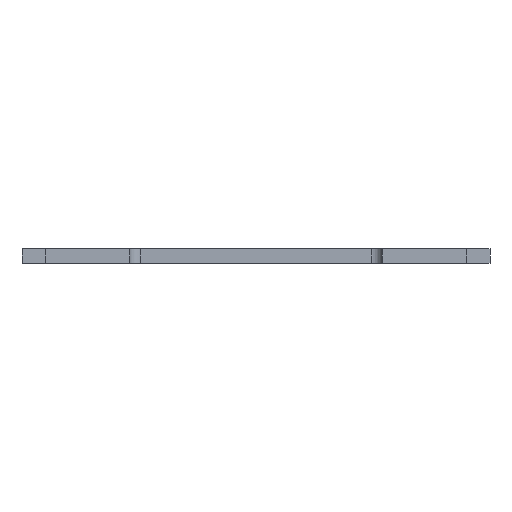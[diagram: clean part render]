
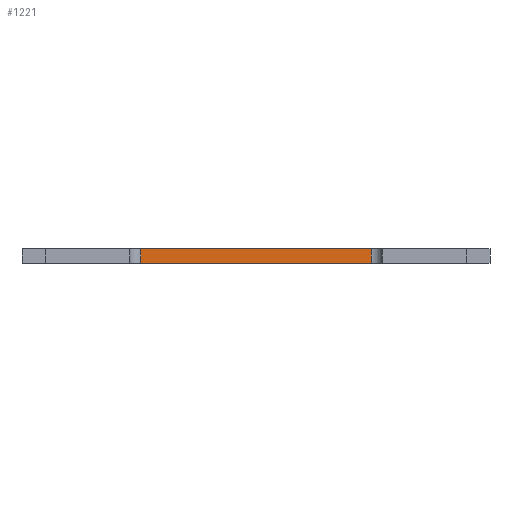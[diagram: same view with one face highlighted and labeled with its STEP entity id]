
A CAD part, left-side view. The second image highlights one B-rep face of the part: STEP entity #1221.
In plain terms, the highlighted planar face has unit normal (-1, 0, 0).
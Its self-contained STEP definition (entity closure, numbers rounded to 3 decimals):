
#72 = PLANE('',#73);
#73 = AXIS2_PLACEMENT_3D('',#74,#75,#76);
#74 = CARTESIAN_POINT('',(73.115,0.,2.5));
#75 = DIRECTION('',(-0.,-0.,-1.));
#76 = DIRECTION('',(-1.,0.,0.));
#126 = PLANE('',#127);
#127 = AXIS2_PLACEMENT_3D('',#128,#129,#130);
#128 = CARTESIAN_POINT('',(73.115,0.,0.));
#129 = DIRECTION('',(-0.,-0.,-1.));
#130 = DIRECTION('',(-1.,0.,0.));
#1081 = CYLINDRICAL_SURFACE('',#1082,2.);
#1082 = AXIS2_PLACEMENT_3D('',#1083,#1084,#1085);
#1083 = CARTESIAN_POINT('',(1.,-20.5,0.));
#1084 = DIRECTION('',(-0.,-0.,-1.));
#1085 = DIRECTION('',(1.,0.,0.));
#1141 = VERTEX_POINT('',#1142);
#1142 = CARTESIAN_POINT('',(3.,-20.5,2.5));
#1168 = EDGE_CURVE('',#1169,#1141,#1171,.T.);
#1169 = VERTEX_POINT('',#1170);
#1170 = CARTESIAN_POINT('',(3.,-20.5,0.));
#1171 = SURFACE_CURVE('',#1172,(#1176,#1183),.PCURVE_S1.);
#1172 = LINE('',#1173,#1174);
#1173 = CARTESIAN_POINT('',(3.,-20.5,0.));
#1174 = VECTOR('',#1175,1.);
#1175 = DIRECTION('',(0.,0.,1.));
#1176 = PCURVE('',#1081,#1177);
#1177 = DEFINITIONAL_REPRESENTATION('',(#1178),#1182);
#1178 = LINE('',#1179,#1180);
#1179 = CARTESIAN_POINT('',(-6.283,0.));
#1180 = VECTOR('',#1181,1.);
#1181 = DIRECTION('',(-0.,-1.));
#1182 = ( GEOMETRIC_REPRESENTATION_CONTEXT(2) 
PARAMETRIC_REPRESENTATION_CONTEXT() REPRESENTATION_CONTEXT('2D SPACE',''
  ) );
#1183 = PCURVE('',#1184,#1189);
#1184 = PLANE('',#1185);
#1185 = AXIS2_PLACEMENT_3D('',#1186,#1187,#1188);
#1186 = CARTESIAN_POINT('',(3.,20.5,0.));
#1187 = DIRECTION('',(1.,0.,0.));
#1188 = DIRECTION('',(0.,-1.,0.));
#1189 = DEFINITIONAL_REPRESENTATION('',(#1190),#1194);
#1190 = LINE('',#1191,#1192);
#1191 = CARTESIAN_POINT('',(41.,0.));
#1192 = VECTOR('',#1193,1.);
#1193 = DIRECTION('',(0.,-1.));
#1194 = ( GEOMETRIC_REPRESENTATION_CONTEXT(2) 
PARAMETRIC_REPRESENTATION_CONTEXT() REPRESENTATION_CONTEXT('2D SPACE',''
  ) );
#1221 = ADVANCED_FACE('',(#1222),#1184,.F.);
#1222 = FACE_BOUND('',#1223,.F.);
#1223 = EDGE_LOOP('',(#1224,#1254,#1275,#1276));
#1224 = ORIENTED_EDGE('',*,*,#1225,.T.);
#1225 = EDGE_CURVE('',#1226,#1228,#1230,.T.);
#1226 = VERTEX_POINT('',#1227);
#1227 = CARTESIAN_POINT('',(3.,20.5,0.));
#1228 = VERTEX_POINT('',#1229);
#1229 = CARTESIAN_POINT('',(3.,20.5,2.5));
#1230 = SURFACE_CURVE('',#1231,(#1235,#1242),.PCURVE_S1.);
#1231 = LINE('',#1232,#1233);
#1232 = CARTESIAN_POINT('',(3.,20.5,0.));
#1233 = VECTOR('',#1234,1.);
#1234 = DIRECTION('',(0.,0.,1.));
#1235 = PCURVE('',#1184,#1236);
#1236 = DEFINITIONAL_REPRESENTATION('',(#1237),#1241);
#1237 = LINE('',#1238,#1239);
#1238 = CARTESIAN_POINT('',(0.,0.));
#1239 = VECTOR('',#1240,1.);
#1240 = DIRECTION('',(0.,-1.));
#1241 = ( GEOMETRIC_REPRESENTATION_CONTEXT(2) 
PARAMETRIC_REPRESENTATION_CONTEXT() REPRESENTATION_CONTEXT('2D SPACE',''
  ) );
#1242 = PCURVE('',#1243,#1248);
#1243 = CYLINDRICAL_SURFACE('',#1244,2.);
#1244 = AXIS2_PLACEMENT_3D('',#1245,#1246,#1247);
#1245 = CARTESIAN_POINT('',(1.,20.5,0.));
#1246 = DIRECTION('',(-0.,-0.,-1.));
#1247 = DIRECTION('',(1.,0.,0.));
#1248 = DEFINITIONAL_REPRESENTATION('',(#1249),#1253);
#1249 = LINE('',#1250,#1251);
#1250 = CARTESIAN_POINT('',(0.,0.));
#1251 = VECTOR('',#1252,1.);
#1252 = DIRECTION('',(-0.,-1.));
#1253 = ( GEOMETRIC_REPRESENTATION_CONTEXT(2) 
PARAMETRIC_REPRESENTATION_CONTEXT() REPRESENTATION_CONTEXT('2D SPACE',''
  ) );
#1254 = ORIENTED_EDGE('',*,*,#1255,.T.);
#1255 = EDGE_CURVE('',#1228,#1141,#1256,.T.);
#1256 = SURFACE_CURVE('',#1257,(#1261,#1268),.PCURVE_S1.);
#1257 = LINE('',#1258,#1259);
#1258 = CARTESIAN_POINT('',(3.,20.5,2.5));
#1259 = VECTOR('',#1260,1.);
#1260 = DIRECTION('',(0.,-1.,0.));
#1261 = PCURVE('',#1184,#1262);
#1262 = DEFINITIONAL_REPRESENTATION('',(#1263),#1267);
#1263 = LINE('',#1264,#1265);
#1264 = CARTESIAN_POINT('',(0.,-2.5));
#1265 = VECTOR('',#1266,1.);
#1266 = DIRECTION('',(1.,0.));
#1267 = ( GEOMETRIC_REPRESENTATION_CONTEXT(2) 
PARAMETRIC_REPRESENTATION_CONTEXT() REPRESENTATION_CONTEXT('2D SPACE',''
  ) );
#1268 = PCURVE('',#72,#1269);
#1269 = DEFINITIONAL_REPRESENTATION('',(#1270),#1274);
#1270 = LINE('',#1271,#1272);
#1271 = CARTESIAN_POINT('',(70.115,20.5));
#1272 = VECTOR('',#1273,1.);
#1273 = DIRECTION('',(0.,-1.));
#1274 = ( GEOMETRIC_REPRESENTATION_CONTEXT(2) 
PARAMETRIC_REPRESENTATION_CONTEXT() REPRESENTATION_CONTEXT('2D SPACE',''
  ) );
#1275 = ORIENTED_EDGE('',*,*,#1168,.F.);
#1276 = ORIENTED_EDGE('',*,*,#1277,.F.);
#1277 = EDGE_CURVE('',#1226,#1169,#1278,.T.);
#1278 = SURFACE_CURVE('',#1279,(#1283,#1290),.PCURVE_S1.);
#1279 = LINE('',#1280,#1281);
#1280 = CARTESIAN_POINT('',(3.,20.5,0.));
#1281 = VECTOR('',#1282,1.);
#1282 = DIRECTION('',(0.,-1.,0.));
#1283 = PCURVE('',#1184,#1284);
#1284 = DEFINITIONAL_REPRESENTATION('',(#1285),#1289);
#1285 = LINE('',#1286,#1287);
#1286 = CARTESIAN_POINT('',(0.,0.));
#1287 = VECTOR('',#1288,1.);
#1288 = DIRECTION('',(1.,0.));
#1289 = ( GEOMETRIC_REPRESENTATION_CONTEXT(2) 
PARAMETRIC_REPRESENTATION_CONTEXT() REPRESENTATION_CONTEXT('2D SPACE',''
  ) );
#1290 = PCURVE('',#126,#1291);
#1291 = DEFINITIONAL_REPRESENTATION('',(#1292),#1296);
#1292 = LINE('',#1293,#1294);
#1293 = CARTESIAN_POINT('',(70.115,20.5));
#1294 = VECTOR('',#1295,1.);
#1295 = DIRECTION('',(0.,-1.));
#1296 = ( GEOMETRIC_REPRESENTATION_CONTEXT(2) 
PARAMETRIC_REPRESENTATION_CONTEXT() REPRESENTATION_CONTEXT('2D SPACE',''
  ) );
